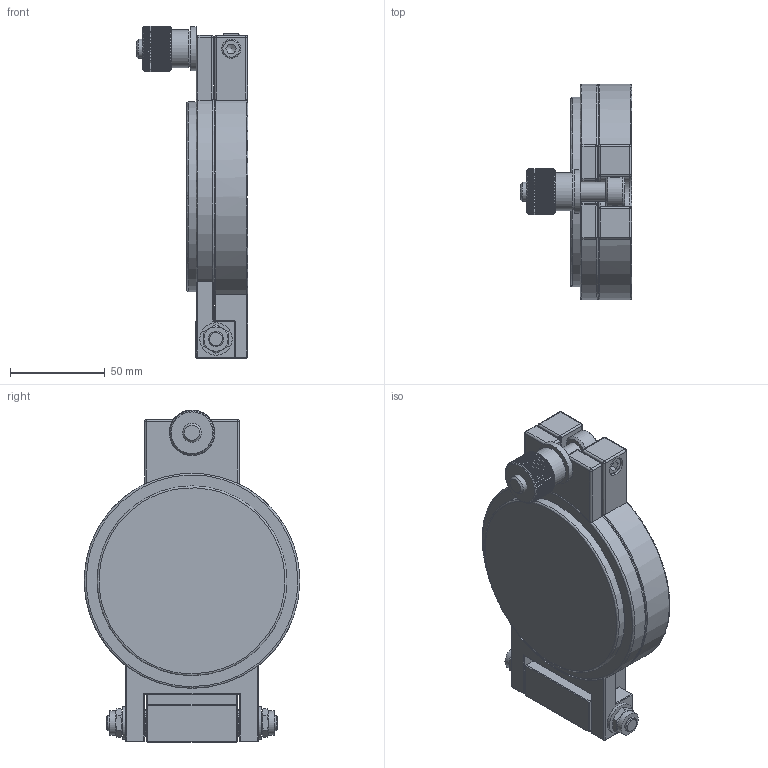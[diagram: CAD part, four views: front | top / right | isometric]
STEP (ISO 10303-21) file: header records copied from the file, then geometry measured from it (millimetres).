
FILE_DESCRIPTION (( 'STEP AP214' ), '1' );
FILE_NAME ('PRP1CF63 FULLVAC.STEP', '2020-03-05T08:53:46', ( '' ), ( '' ), 'SwSTEP 2.0', 'SolidWorks 2017', '' );
FILE_SCHEMA (( 'AUTOMOTIVE_DESIGN' ));
Length unit declared in the file: millimetre
Products named in the file (18): 5^PRP1CF63 FULLVAC; 1^1_PRP1CF63 FULLVAC; 9^PRP1CF63 FULLVAC; 3^PRP1CF63 FULLVAC; 2^2_PRP1CF63 FULLVAC; 2^1_PRP1CF63 FULLVAC; 1^2_PRP1CF63 FULLVAC; 1^PRP1CF63 FULLVAC; 8^PRP1CF63 FULLVAC; 3^2_PRP1CF63 FULLVAC; 2^PRP1CF63 FULLVAC; 4^PRP1CF63 FULLVAC; 11^PRP1CF63 FULLVAC; 7^PRP1CF63 FULLVAC; 10^PRP1CF63 FULLVAC; 6^PRP1CF63 FULLVAC; PRP1CF63 FULLVAC; 3^1_PRP1CF63 FULLVAC
Assembly tree (20 placements, depth 3):
  PRP1CF63 FULLVAC
    1^PRP1CF63 FULLVAC
      1^1_PRP1CF63 FULLVAC
      2^1_PRP1CF63 FULLVAC
      3^1_PRP1CF63 FULLVAC
    2^PRP1CF63 FULLVAC
      1^2_PRP1CF63 FULLVAC
      2^2_PRP1CF63 FULLVAC
      3^2_PRP1CF63 FULLVAC
    3^PRP1CF63 FULLVAC
    4^PRP1CF63 FULLVAC
    5^PRP1CF63 FULLVAC
    6^PRP1CF63 FULLVAC
    7^PRP1CF63 FULLVAC  x2
    8^PRP1CF63 FULLVAC  x2
    9^PRP1CF63 FULLVAC
    10^PRP1CF63 FULLVAC
    11^PRP1CF63 FULLVAC  x2
Bounding box: 58.7 x 113.5 x 175 mm (x, y, z)
Volume: 325710.1 mm3; surface area: 97917.6 mm2
Topology: 18 solids, 18 shells, 577 faces, 1485 edges, 934 vertices
Faces by surface type: plane 330, cylinder 178, bspline 39, cone 30
Full cylindrical faces by diameter (mm): 4.917 x1, 6 x1, 6.3 x1, 6.647 x2, 8 x4, 8.376 x1, 8.43 x8, 8.5 x3, 9 x2, 10 x3, 10.5 x1, 12.73 x2, 13.5 x8, 14 x2, 16 x1, 17 x2, 20 x1, 23 x1, 63.75 x2, 82.55 x1, 100 x1, 113.5 x2
Entity records: 27840 total; most frequent: CARTESIAN_POINT 8782, ORIENTED_EDGE 2608, DIRECTION 2310, EDGE_CURVE 1304, AXIS2_PLACEMENT_3D 901, VERTEX_POINT 870, EDGE_LOOP 686, FACE_OUTER_BOUND 612
